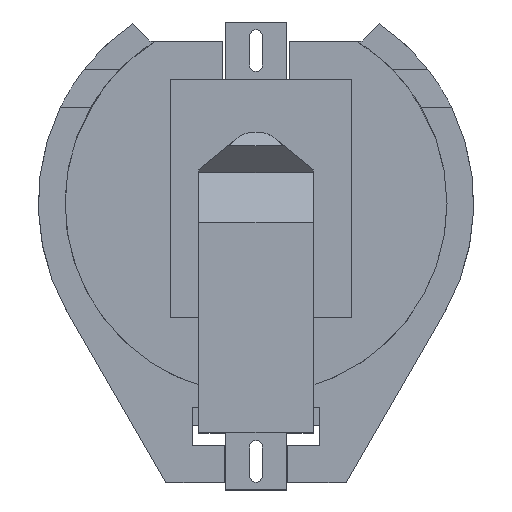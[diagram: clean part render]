
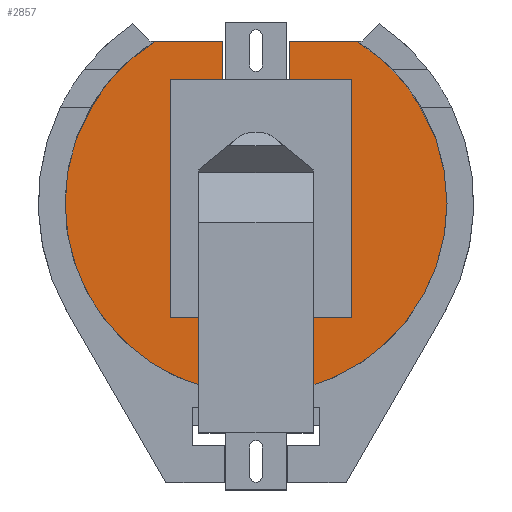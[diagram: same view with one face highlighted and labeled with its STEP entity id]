
A CAD part, top view. The second image highlights one B-rep face of the part: STEP entity #2857.
In plain terms, the highlighted planar face has unit normal (0, 0, 1).
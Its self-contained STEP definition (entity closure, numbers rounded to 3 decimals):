
#391 = PLANE('',#392);
#392 = AXIS2_PLACEMENT_3D('',#393,#394,#395);
#393 = CARTESIAN_POINT('',(1.75,8.5,0.));
#394 = DIRECTION('',(0.,1.,0.));
#395 = DIRECTION('',(1.,0.,0.));
#503 = PLANE('',#504);
#504 = AXIS2_PLACEMENT_3D('',#505,#506,#507);
#505 = CARTESIAN_POINT('',(-5.55,8.5,0.));
#506 = DIRECTION('',(0.,1.,0.));
#507 = DIRECTION('',(1.,0.,0.));
#725 = CYLINDRICAL_SURFACE('',#726,10.);
#726 = AXIS2_PLACEMENT_3D('',#727,#728,#729);
#727 = CARTESIAN_POINT('',(0.,0.,9.5));
#728 = DIRECTION('',(0.,0.,1.));
#729 = DIRECTION('',(1.,0.,0.));
#1562 = VERTEX_POINT('',#1563);
#1563 = CARTESIAN_POINT('',(-5.268,8.5,3.2));
#1584 = EDGE_CURVE('',#1585,#1562,#1587,.T.);
#1585 = VERTEX_POINT('',#1586);
#1586 = CARTESIAN_POINT('',(-1.75,8.5,3.2));
#1587 = SURFACE_CURVE('',#1588,(#1592,#1599),.PCURVE_S1.);
#1588 = LINE('',#1589,#1590);
#1589 = CARTESIAN_POINT('',(-2.775,8.5,3.2));
#1590 = VECTOR('',#1591,1.);
#1591 = DIRECTION('',(-1.,0.,0.));
#1592 = PCURVE('',#503,#1593);
#1593 = DEFINITIONAL_REPRESENTATION('',(#1594),#1598);
#1594 = LINE('',#1595,#1596);
#1595 = CARTESIAN_POINT('',(2.775,-3.2));
#1596 = VECTOR('',#1597,1.);
#1597 = DIRECTION('',(-1.,0.));
#1598 = ( GEOMETRIC_REPRESENTATION_CONTEXT(2) 
PARAMETRIC_REPRESENTATION_CONTEXT() REPRESENTATION_CONTEXT('2D SPACE',''
  ) );
#1599 = PCURVE('',#1600,#1605);
#1600 = PLANE('',#1601);
#1601 = AXIS2_PLACEMENT_3D('',#1602,#1603,#1604);
#1602 = CARTESIAN_POINT('',(0.,0.,3.2));
#1603 = DIRECTION('',(0.,0.,1.));
#1604 = DIRECTION('',(0.,1.,0.));
#1605 = DEFINITIONAL_REPRESENTATION('',(#1606),#1610);
#1606 = LINE('',#1607,#1608);
#1607 = CARTESIAN_POINT('',(8.5,2.775));
#1608 = VECTOR('',#1609,1.);
#1609 = DIRECTION('',(0.,1.));
#1610 = ( GEOMETRIC_REPRESENTATION_CONTEXT(2) 
PARAMETRIC_REPRESENTATION_CONTEXT() REPRESENTATION_CONTEXT('2D SPACE',''
  ) );
#1628 = PLANE('',#1629);
#1629 = AXIS2_PLACEMENT_3D('',#1630,#1631,#1632);
#1630 = CARTESIAN_POINT('',(-1.75,5.,0.));
#1631 = DIRECTION('',(-1.,0.,0.));
#1632 = DIRECTION('',(0.,1.,0.));
#1865 = VERTEX_POINT('',#1866);
#1866 = CARTESIAN_POINT('',(1.75,8.5,3.2));
#1880 = PLANE('',#1881);
#1881 = AXIS2_PLACEMENT_3D('',#1882,#1883,#1884);
#1882 = CARTESIAN_POINT('',(1.75,8.5,0.));
#1883 = DIRECTION('',(1.,0.,0.));
#1884 = DIRECTION('',(0.,-1.,0.));
#1892 = EDGE_CURVE('',#1893,#1865,#1895,.T.);
#1893 = VERTEX_POINT('',#1894);
#1894 = CARTESIAN_POINT('',(5.268,8.5,3.2));
#1895 = SURFACE_CURVE('',#1896,(#1900,#1907),.PCURVE_S1.);
#1896 = LINE('',#1897,#1898);
#1897 = CARTESIAN_POINT('',(0.875,8.5,3.2));
#1898 = VECTOR('',#1899,1.);
#1899 = DIRECTION('',(-1.,0.,0.));
#1900 = PCURVE('',#391,#1901);
#1901 = DEFINITIONAL_REPRESENTATION('',(#1902),#1906);
#1902 = LINE('',#1903,#1904);
#1903 = CARTESIAN_POINT('',(-0.875,-3.2));
#1904 = VECTOR('',#1905,1.);
#1905 = DIRECTION('',(-1.,0.));
#1906 = ( GEOMETRIC_REPRESENTATION_CONTEXT(2) 
PARAMETRIC_REPRESENTATION_CONTEXT() REPRESENTATION_CONTEXT('2D SPACE',''
  ) );
#1907 = PCURVE('',#1600,#1908);
#1908 = DEFINITIONAL_REPRESENTATION('',(#1909),#1913);
#1909 = LINE('',#1910,#1911);
#1910 = CARTESIAN_POINT('',(8.5,-0.875));
#1911 = VECTOR('',#1912,1.);
#1912 = DIRECTION('',(0.,1.));
#1913 = ( GEOMETRIC_REPRESENTATION_CONTEXT(2) 
PARAMETRIC_REPRESENTATION_CONTEXT() REPRESENTATION_CONTEXT('2D SPACE',''
  ) );
#2773 = PLANE('',#2774);
#2774 = AXIS2_PLACEMENT_3D('',#2775,#2776,#2777);
#2775 = CARTESIAN_POINT('',(1.75,5.,0.));
#2776 = DIRECTION('',(0.,-1.,0.));
#2777 = DIRECTION('',(-1.,0.,0.));
#2814 = VERTEX_POINT('',#2815);
#2815 = CARTESIAN_POINT('',(-1.75,5.,3.2));
#2836 = EDGE_CURVE('',#1585,#2814,#2837,.T.);
#2837 = SURFACE_CURVE('',#2838,(#2842,#2849),.PCURVE_S1.);
#2838 = LINE('',#2839,#2840);
#2839 = CARTESIAN_POINT('',(-1.75,2.5,3.2));
#2840 = VECTOR('',#2841,1.);
#2841 = DIRECTION('',(0.,-1.,0.));
#2842 = PCURVE('',#1628,#2843);
#2843 = DEFINITIONAL_REPRESENTATION('',(#2844),#2848);
#2844 = LINE('',#2845,#2846);
#2845 = CARTESIAN_POINT('',(-2.5,-3.2));
#2846 = VECTOR('',#2847,1.);
#2847 = DIRECTION('',(-1.,0.));
#2848 = ( GEOMETRIC_REPRESENTATION_CONTEXT(2) 
PARAMETRIC_REPRESENTATION_CONTEXT() REPRESENTATION_CONTEXT('2D SPACE',''
  ) );
#2849 = PCURVE('',#1600,#2850);
#2850 = DEFINITIONAL_REPRESENTATION('',(#2851),#2855);
#2851 = LINE('',#2852,#2853);
#2852 = CARTESIAN_POINT('',(2.5,1.75));
#2853 = VECTOR('',#2854,1.);
#2854 = DIRECTION('',(-1.,0.));
#2855 = ( GEOMETRIC_REPRESENTATION_CONTEXT(2) 
PARAMETRIC_REPRESENTATION_CONTEXT() REPRESENTATION_CONTEXT('2D SPACE',''
  ) );
#2857 = ADVANCED_FACE('',(#2858),#1600,.T.);
#2858 = FACE_BOUND('',#2859,.T.);
#2859 = EDGE_LOOP('',(#2860,#2884,#2906,#2907,#2930,#2951,#2952));
#2860 = ORIENTED_EDGE('',*,*,#2861,.T.);
#2861 = EDGE_CURVE('',#1562,#2862,#2864,.T.);
#2862 = VERTEX_POINT('',#2863);
#2863 = CARTESIAN_POINT('',(10.,0.,3.2));
#2864 = SURFACE_CURVE('',#2865,(#2870,#2877),.PCURVE_S1.);
#2865 = CIRCLE('',#2866,10.);
#2866 = AXIS2_PLACEMENT_3D('',#2867,#2868,#2869);
#2867 = CARTESIAN_POINT('',(0.,0.,3.2));
#2868 = DIRECTION('',(0.,0.,1.));
#2869 = DIRECTION('',(1.,0.,0.));
#2870 = PCURVE('',#1600,#2871);
#2871 = DEFINITIONAL_REPRESENTATION('',(#2872),#2876);
#2872 = CIRCLE('',#2873,10.);
#2873 = AXIS2_PLACEMENT_2D('',#2874,#2875);
#2874 = CARTESIAN_POINT('',(0.,0.));
#2875 = DIRECTION('',(0.,-1.));
#2876 = ( GEOMETRIC_REPRESENTATION_CONTEXT(2) 
PARAMETRIC_REPRESENTATION_CONTEXT() REPRESENTATION_CONTEXT('2D SPACE',''
  ) );
#2877 = PCURVE('',#725,#2878);
#2878 = DEFINITIONAL_REPRESENTATION('',(#2879),#2883);
#2879 = LINE('',#2880,#2881);
#2880 = CARTESIAN_POINT('',(0.,-6.3));
#2881 = VECTOR('',#2882,1.);
#2882 = DIRECTION('',(1.,0.));
#2883 = ( GEOMETRIC_REPRESENTATION_CONTEXT(2) 
PARAMETRIC_REPRESENTATION_CONTEXT() REPRESENTATION_CONTEXT('2D SPACE',''
  ) );
#2884 = ORIENTED_EDGE('',*,*,#2885,.T.);
#2885 = EDGE_CURVE('',#2862,#1893,#2886,.T.);
#2886 = SURFACE_CURVE('',#2887,(#2892,#2899),.PCURVE_S1.);
#2887 = CIRCLE('',#2888,10.);
#2888 = AXIS2_PLACEMENT_3D('',#2889,#2890,#2891);
#2889 = CARTESIAN_POINT('',(0.,0.,3.2));
#2890 = DIRECTION('',(0.,0.,1.));
#2891 = DIRECTION('',(1.,0.,0.));
#2892 = PCURVE('',#1600,#2893);
#2893 = DEFINITIONAL_REPRESENTATION('',(#2894),#2898);
#2894 = CIRCLE('',#2895,10.);
#2895 = AXIS2_PLACEMENT_2D('',#2896,#2897);
#2896 = CARTESIAN_POINT('',(0.,0.));
#2897 = DIRECTION('',(0.,-1.));
#2898 = ( GEOMETRIC_REPRESENTATION_CONTEXT(2) 
PARAMETRIC_REPRESENTATION_CONTEXT() REPRESENTATION_CONTEXT('2D SPACE',''
  ) );
#2899 = PCURVE('',#725,#2900);
#2900 = DEFINITIONAL_REPRESENTATION('',(#2901),#2905);
#2901 = LINE('',#2902,#2903);
#2902 = CARTESIAN_POINT('',(6.283,-6.3));
#2903 = VECTOR('',#2904,1.);
#2904 = DIRECTION('',(1.,0.));
#2905 = ( GEOMETRIC_REPRESENTATION_CONTEXT(2) 
PARAMETRIC_REPRESENTATION_CONTEXT() REPRESENTATION_CONTEXT('2D SPACE',''
  ) );
#2906 = ORIENTED_EDGE('',*,*,#1892,.T.);
#2907 = ORIENTED_EDGE('',*,*,#2908,.F.);
#2908 = EDGE_CURVE('',#2909,#1865,#2911,.T.);
#2909 = VERTEX_POINT('',#2910);
#2910 = CARTESIAN_POINT('',(1.75,5.,3.2));
#2911 = SURFACE_CURVE('',#2912,(#2916,#2923),.PCURVE_S1.);
#2912 = LINE('',#2913,#2914);
#2913 = CARTESIAN_POINT('',(1.75,4.25,3.2));
#2914 = VECTOR('',#2915,1.);
#2915 = DIRECTION('',(0.,1.,0.));
#2916 = PCURVE('',#1600,#2917);
#2917 = DEFINITIONAL_REPRESENTATION('',(#2918),#2922);
#2918 = LINE('',#2919,#2920);
#2919 = CARTESIAN_POINT('',(4.25,-1.75));
#2920 = VECTOR('',#2921,1.);
#2921 = DIRECTION('',(1.,0.));
#2922 = ( GEOMETRIC_REPRESENTATION_CONTEXT(2) 
PARAMETRIC_REPRESENTATION_CONTEXT() REPRESENTATION_CONTEXT('2D SPACE',''
  ) );
#2923 = PCURVE('',#1880,#2924);
#2924 = DEFINITIONAL_REPRESENTATION('',(#2925),#2929);
#2925 = LINE('',#2926,#2927);
#2926 = CARTESIAN_POINT('',(4.25,-3.2));
#2927 = VECTOR('',#2928,1.);
#2928 = DIRECTION('',(-1.,0.));
#2929 = ( GEOMETRIC_REPRESENTATION_CONTEXT(2) 
PARAMETRIC_REPRESENTATION_CONTEXT() REPRESENTATION_CONTEXT('2D SPACE',''
  ) );
#2930 = ORIENTED_EDGE('',*,*,#2931,.F.);
#2931 = EDGE_CURVE('',#2814,#2909,#2932,.T.);
#2932 = SURFACE_CURVE('',#2933,(#2937,#2944),.PCURVE_S1.);
#2933 = LINE('',#2934,#2935);
#2934 = CARTESIAN_POINT('',(0.875,5.,3.2));
#2935 = VECTOR('',#2936,1.);
#2936 = DIRECTION('',(1.,0.,0.));
#2937 = PCURVE('',#1600,#2938);
#2938 = DEFINITIONAL_REPRESENTATION('',(#2939),#2943);
#2939 = LINE('',#2940,#2941);
#2940 = CARTESIAN_POINT('',(5.,-0.875));
#2941 = VECTOR('',#2942,1.);
#2942 = DIRECTION('',(0.,-1.));
#2943 = ( GEOMETRIC_REPRESENTATION_CONTEXT(2) 
PARAMETRIC_REPRESENTATION_CONTEXT() REPRESENTATION_CONTEXT('2D SPACE',''
  ) );
#2944 = PCURVE('',#2773,#2945);
#2945 = DEFINITIONAL_REPRESENTATION('',(#2946),#2950);
#2946 = LINE('',#2947,#2948);
#2947 = CARTESIAN_POINT('',(0.875,-3.2));
#2948 = VECTOR('',#2949,1.);
#2949 = DIRECTION('',(-1.,-0.));
#2950 = ( GEOMETRIC_REPRESENTATION_CONTEXT(2) 
PARAMETRIC_REPRESENTATION_CONTEXT() REPRESENTATION_CONTEXT('2D SPACE',''
  ) );
#2951 = ORIENTED_EDGE('',*,*,#2836,.F.);
#2952 = ORIENTED_EDGE('',*,*,#1584,.T.);
